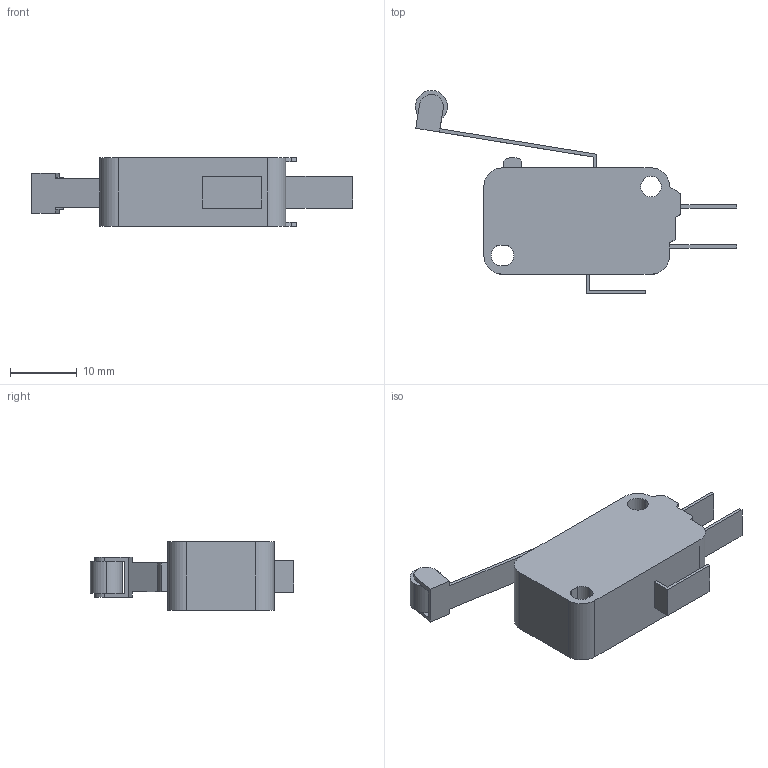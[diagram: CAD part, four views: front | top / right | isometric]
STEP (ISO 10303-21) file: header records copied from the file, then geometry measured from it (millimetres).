
FILE_DESCRIPTION (( 'STEP AP203' ), '1' );
FILE_NAME ('V_166_1C25.step', '2011-02-19T19:16:13', ( 'OSMC1.0 ' ), ( ' ' ), 'SwSTEP 2.0', 'SolidWorks 2002025', '' );
FILE_SCHEMA (( 'CONFIG_CONTROL_DESIGN' ));
Length unit declared in the file: millimetre
Products named in the file (3): V_166_1C25; V_166_1C25_ACTUATOR; V_166_1C25_BASE
Assembly tree (2 placements, depth 2):
  V_166_1C25
    V_166_1C25_BASE
    V_166_1C25_ACTUATOR
Bounding box: 48.04 x 30.4 x 10.3 mm (x, y, z)
Volume: 4589.3 mm3; surface area: 2712.3 mm2
Topology: 2 solids, 2 shells, 71 faces, 189 edges, 124 vertices
Faces by surface type: plane 57, cylinder 14
Entity records: 2504 total; most frequent: CARTESIAN_POINT 389, ORIENTED_EDGE 378, DIRECTION 373, EDGE_CURVE 189, LINE 157, VECTOR 157, VERTEX_POINT 124, AXIS2_PLACEMENT_3D 108
